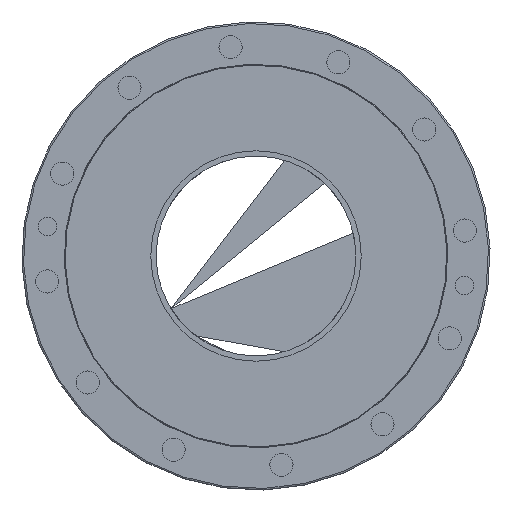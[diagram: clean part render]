
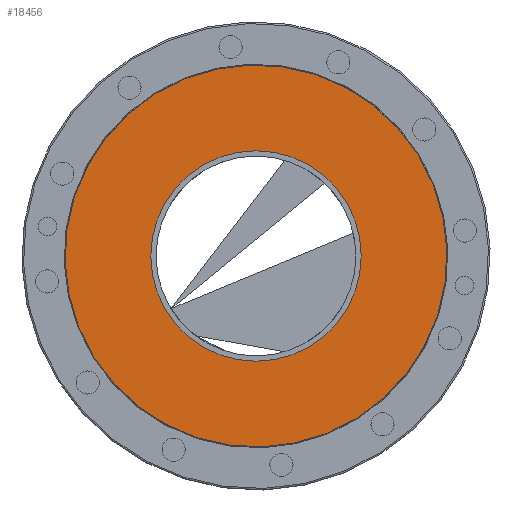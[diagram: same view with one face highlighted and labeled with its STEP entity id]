
A CAD part, left-side view. The second image highlights one B-rep face of the part: STEP entity #18456.
In plain terms, the highlighted planar face has unit normal (-1, 0, 0).
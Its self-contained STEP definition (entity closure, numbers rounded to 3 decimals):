
#485=PLANE('',#19605);
#2699=CIRCLE('',#19604,181.46);
#2700=CIRCLE('',#19606,100.);
#4529=ORIENTED_EDGE('',*,*,#7403,.F.);
#4530=ORIENTED_EDGE('',*,*,#7402,.T.);
#7402=EDGE_CURVE('',#8923,#8923,#2699,.F.);
#7403=EDGE_CURVE('',#8924,#8924,#2700,.F.);
#8923=VERTEX_POINT('',#28369);
#8924=VERTEX_POINT('',#28372);
#10106=EDGE_LOOP('',(#4529));
#10107=EDGE_LOOP('',(#4530));
#11317=FACE_BOUND('',#10106,.T.);
#11318=FACE_BOUND('',#10107,.T.);
#18456=ADVANCED_FACE('',(#11317,#11318),#485,.F.);
#19604=AXIS2_PLACEMENT_3D('',#28368,#21911,#21912);
#19605=AXIS2_PLACEMENT_3D('',#28370,#21913,#21914);
#19606=AXIS2_PLACEMENT_3D('',#28371,#21915,#21916);
#21911=DIRECTION('',(1.,0.,0.));
#21912=DIRECTION('',(0.,0.14,-0.99));
#21913=DIRECTION('',(1.,0.,0.));
#21914=DIRECTION('',(0.,0.14,-0.99));
#21915=DIRECTION('',(1.,0.,0.));
#21916=DIRECTION('',(0.,0.,-1.));
#28368=CARTESIAN_POINT('',(-157.328,0.,0.));
#28369=CARTESIAN_POINT('',(-157.328,25.411,-179.672));
#28370=CARTESIAN_POINT('',(-157.328,155.551,22.));
#28371=CARTESIAN_POINT('',(-157.328,0.,0.));
#28372=CARTESIAN_POINT('',(-157.328,0.,-100.));
